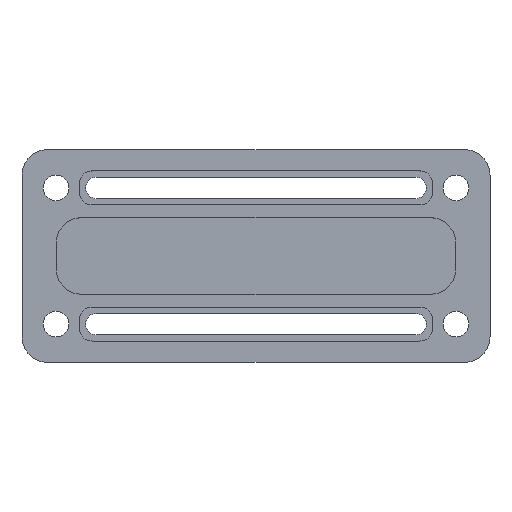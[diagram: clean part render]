
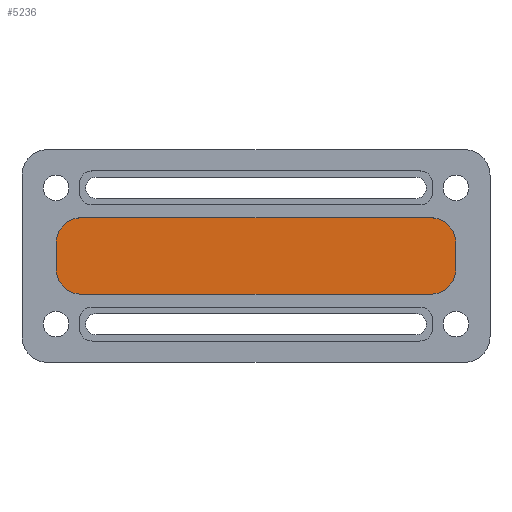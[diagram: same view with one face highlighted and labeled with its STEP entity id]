
A CAD part, top view. The second image highlights one B-rep face of the part: STEP entity #5236.
In plain terms, the highlighted planar face has unit normal (0, 0, 1).
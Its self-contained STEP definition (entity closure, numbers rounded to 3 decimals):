
#1932 = PLANE('',#1933);
#1933 = AXIS2_PLACEMENT_3D('',#1934,#1935,#1936);
#1934 = CARTESIAN_POINT('',(-47.,9.,6.));
#1935 = DIRECTION('',(0.,-1.,0.));
#1936 = DIRECTION('',(1.,0.,0.));
#1965 = CYLINDRICAL_SURFACE('',#1966,6.);
#1966 = AXIS2_PLACEMENT_3D('',#1967,#1968,#1969);
#1967 = CARTESIAN_POINT('',(-41.,3.,6.));
#1968 = DIRECTION('',(-0.,-0.,-1.));
#1969 = DIRECTION('',(0.,1.,0.));
#1993 = PLANE('',#1994);
#1994 = AXIS2_PLACEMENT_3D('',#1995,#1996,#1997);
#1995 = CARTESIAN_POINT('',(-47.,-9.,6.));
#1996 = DIRECTION('',(1.,0.,0.));
#1997 = DIRECTION('',(0.,1.,0.));
#2022 = CYLINDRICAL_SURFACE('',#2023,6.);
#2023 = AXIS2_PLACEMENT_3D('',#2024,#2025,#2026);
#2024 = CARTESIAN_POINT('',(-41.,-3.,6.));
#2025 = DIRECTION('',(-0.,-0.,-1.));
#2026 = DIRECTION('',(0.,-1.,0.));
#2050 = PLANE('',#2051);
#2051 = AXIS2_PLACEMENT_3D('',#2052,#2053,#2054);
#2052 = CARTESIAN_POINT('',(47.,-9.,6.));
#2053 = DIRECTION('',(0.,1.,0.));
#2054 = DIRECTION('',(-1.,0.,0.));
#2079 = CYLINDRICAL_SURFACE('',#2080,6.);
#2080 = AXIS2_PLACEMENT_3D('',#2081,#2082,#2083);
#2081 = CARTESIAN_POINT('',(41.,-3.,6.));
#2082 = DIRECTION('',(-0.,-0.,-1.));
#2083 = DIRECTION('',(1.,0.,0.));
#2107 = PLANE('',#2108);
#2108 = AXIS2_PLACEMENT_3D('',#2109,#2110,#2111);
#2109 = CARTESIAN_POINT('',(47.,9.,6.));
#2110 = DIRECTION('',(-1.,0.,0.));
#2111 = DIRECTION('',(0.,-1.,0.));
#2134 = CYLINDRICAL_SURFACE('',#2135,6.);
#2135 = AXIS2_PLACEMENT_3D('',#2136,#2137,#2138);
#2136 = CARTESIAN_POINT('',(41.,3.,6.));
#2137 = DIRECTION('',(-0.,-0.,-1.));
#2138 = DIRECTION('',(0.,1.,0.));
#3792 = VERTEX_POINT('',#3793);
#3793 = CARTESIAN_POINT('',(-41.,9.,1.9));
#3814 = EDGE_CURVE('',#3792,#3815,#3817,.T.);
#3815 = VERTEX_POINT('',#3816);
#3816 = CARTESIAN_POINT('',(41.,9.,1.9));
#3817 = SURFACE_CURVE('',#3818,(#3822,#3829),.PCURVE_S1.);
#3818 = LINE('',#3819,#3820);
#3819 = CARTESIAN_POINT('',(-47.,9.,1.9));
#3820 = VECTOR('',#3821,1.);
#3821 = DIRECTION('',(1.,0.,0.));
#3822 = PCURVE('',#1932,#3823);
#3823 = DEFINITIONAL_REPRESENTATION('',(#3824),#3828);
#3824 = LINE('',#3825,#3826);
#3825 = CARTESIAN_POINT('',(0.,-4.1));
#3826 = VECTOR('',#3827,1.);
#3827 = DIRECTION('',(1.,0.));
#3828 = ( GEOMETRIC_REPRESENTATION_CONTEXT(2) 
PARAMETRIC_REPRESENTATION_CONTEXT() REPRESENTATION_CONTEXT('2D SPACE',''
  ) );
#3829 = PCURVE('',#3830,#3835);
#3830 = PLANE('',#3831);
#3831 = AXIS2_PLACEMENT_3D('',#3832,#3833,#3834);
#3832 = CARTESIAN_POINT('',(0.,0.,1.9));
#3833 = DIRECTION('',(-0.,-0.,-1.));
#3834 = DIRECTION('',(-1.,0.,0.));
#3835 = DEFINITIONAL_REPRESENTATION('',(#3836),#3840);
#3836 = LINE('',#3837,#3838);
#3837 = CARTESIAN_POINT('',(47.,9.));
#3838 = VECTOR('',#3839,1.);
#3839 = DIRECTION('',(-1.,0.));
#3840 = ( GEOMETRIC_REPRESENTATION_CONTEXT(2) 
PARAMETRIC_REPRESENTATION_CONTEXT() REPRESENTATION_CONTEXT('2D SPACE',''
  ) );
#3868 = VERTEX_POINT('',#3869);
#3869 = CARTESIAN_POINT('',(-47.,3.,1.9));
#3890 = EDGE_CURVE('',#3792,#3868,#3891,.T.);
#3891 = SURFACE_CURVE('',#3892,(#3897,#3904),.PCURVE_S1.);
#3892 = CIRCLE('',#3893,6.);
#3893 = AXIS2_PLACEMENT_3D('',#3894,#3895,#3896);
#3894 = CARTESIAN_POINT('',(-41.,3.,1.9));
#3895 = DIRECTION('',(0.,-0.,1.));
#3896 = DIRECTION('',(0.,1.,0.));
#3897 = PCURVE('',#1965,#3898);
#3898 = DEFINITIONAL_REPRESENTATION('',(#3899),#3903);
#3899 = LINE('',#3900,#3901);
#3900 = CARTESIAN_POINT('',(-0.,4.1));
#3901 = VECTOR('',#3902,1.);
#3902 = DIRECTION('',(-1.,0.));
#3903 = ( GEOMETRIC_REPRESENTATION_CONTEXT(2) 
PARAMETRIC_REPRESENTATION_CONTEXT() REPRESENTATION_CONTEXT('2D SPACE',''
  ) );
#3904 = PCURVE('',#3830,#3905);
#3905 = DEFINITIONAL_REPRESENTATION('',(#3906),#3914);
#3906 = ( BOUNDED_CURVE() B_SPLINE_CURVE(2,(#3907,#3908,#3909,#3910,
#3911,#3912,#3913),.UNSPECIFIED.,.T.,.F.) B_SPLINE_CURVE_WITH_KNOTS((1,2
    ,2,2,2,1),(-2.094,0.,2.094,4.189,
6.283,8.378),.UNSPECIFIED.) CURVE() 
GEOMETRIC_REPRESENTATION_ITEM() RATIONAL_B_SPLINE_CURVE((1.,0.5,1.,0.5,
1.,0.5,1.)) REPRESENTATION_ITEM('') );
#3907 = CARTESIAN_POINT('',(41.,9.));
#3908 = CARTESIAN_POINT('',(51.392,9.));
#3909 = CARTESIAN_POINT('',(46.196,0.));
#3910 = CARTESIAN_POINT('',(41.,-9.));
#3911 = CARTESIAN_POINT('',(35.804,0.));
#3912 = CARTESIAN_POINT('',(30.608,9.));
#3913 = CARTESIAN_POINT('',(41.,9.));
#3914 = ( GEOMETRIC_REPRESENTATION_CONTEXT(2) 
PARAMETRIC_REPRESENTATION_CONTEXT() REPRESENTATION_CONTEXT('2D SPACE',''
  ) );
#3922 = VERTEX_POINT('',#3923);
#3923 = CARTESIAN_POINT('',(47.,3.,1.9));
#3944 = EDGE_CURVE('',#3815,#3922,#3945,.T.);
#3945 = SURFACE_CURVE('',#3946,(#3951,#3958),.PCURVE_S1.);
#3946 = CIRCLE('',#3947,6.);
#3947 = AXIS2_PLACEMENT_3D('',#3948,#3949,#3950);
#3948 = CARTESIAN_POINT('',(41.,3.,1.9));
#3949 = DIRECTION('',(0.,0.,-1.));
#3950 = DIRECTION('',(0.,1.,0.));
#3951 = PCURVE('',#2134,#3952);
#3952 = DEFINITIONAL_REPRESENTATION('',(#3953),#3957);
#3953 = LINE('',#3954,#3955);
#3954 = CARTESIAN_POINT('',(0.,4.1));
#3955 = VECTOR('',#3956,1.);
#3956 = DIRECTION('',(1.,0.));
#3957 = ( GEOMETRIC_REPRESENTATION_CONTEXT(2) 
PARAMETRIC_REPRESENTATION_CONTEXT() REPRESENTATION_CONTEXT('2D SPACE',''
  ) );
#3958 = PCURVE('',#3830,#3959);
#3959 = DEFINITIONAL_REPRESENTATION('',(#3960),#3964);
#3960 = CIRCLE('',#3961,6.);
#3961 = AXIS2_PLACEMENT_2D('',#3962,#3963);
#3962 = CARTESIAN_POINT('',(-41.,3.));
#3963 = DIRECTION('',(0.,1.));
#3964 = ( GEOMETRIC_REPRESENTATION_CONTEXT(2) 
PARAMETRIC_REPRESENTATION_CONTEXT() REPRESENTATION_CONTEXT('2D SPACE',''
  ) );
#3972 = VERTEX_POINT('',#3973);
#3973 = CARTESIAN_POINT('',(-47.,-3.,1.9));
#3994 = EDGE_CURVE('',#3972,#3868,#3995,.T.);
#3995 = SURFACE_CURVE('',#3996,(#4000,#4007),.PCURVE_S1.);
#3996 = LINE('',#3997,#3998);
#3997 = CARTESIAN_POINT('',(-47.,-9.,1.9));
#3998 = VECTOR('',#3999,1.);
#3999 = DIRECTION('',(0.,1.,0.));
#4000 = PCURVE('',#1993,#4001);
#4001 = DEFINITIONAL_REPRESENTATION('',(#4002),#4006);
#4002 = LINE('',#4003,#4004);
#4003 = CARTESIAN_POINT('',(0.,-4.1));
#4004 = VECTOR('',#4005,1.);
#4005 = DIRECTION('',(1.,0.));
#4006 = ( GEOMETRIC_REPRESENTATION_CONTEXT(2) 
PARAMETRIC_REPRESENTATION_CONTEXT() REPRESENTATION_CONTEXT('2D SPACE',''
  ) );
#4007 = PCURVE('',#3830,#4008);
#4008 = DEFINITIONAL_REPRESENTATION('',(#4009),#4013);
#4009 = LINE('',#4010,#4011);
#4010 = CARTESIAN_POINT('',(47.,-9.));
#4011 = VECTOR('',#4012,1.);
#4012 = DIRECTION('',(0.,1.));
#4013 = ( GEOMETRIC_REPRESENTATION_CONTEXT(2) 
PARAMETRIC_REPRESENTATION_CONTEXT() REPRESENTATION_CONTEXT('2D SPACE',''
  ) );
#4021 = EDGE_CURVE('',#3922,#4022,#4024,.T.);
#4022 = VERTEX_POINT('',#4023);
#4023 = CARTESIAN_POINT('',(47.,-3.,1.9));
#4024 = SURFACE_CURVE('',#4025,(#4029,#4036),.PCURVE_S1.);
#4025 = LINE('',#4026,#4027);
#4026 = CARTESIAN_POINT('',(47.,9.,1.9));
#4027 = VECTOR('',#4028,1.);
#4028 = DIRECTION('',(0.,-1.,0.));
#4029 = PCURVE('',#2107,#4030);
#4030 = DEFINITIONAL_REPRESENTATION('',(#4031),#4035);
#4031 = LINE('',#4032,#4033);
#4032 = CARTESIAN_POINT('',(0.,-4.1));
#4033 = VECTOR('',#4034,1.);
#4034 = DIRECTION('',(1.,0.));
#4035 = ( GEOMETRIC_REPRESENTATION_CONTEXT(2) 
PARAMETRIC_REPRESENTATION_CONTEXT() REPRESENTATION_CONTEXT('2D SPACE',''
  ) );
#4036 = PCURVE('',#3830,#4037);
#4037 = DEFINITIONAL_REPRESENTATION('',(#4038),#4042);
#4038 = LINE('',#4039,#4040);
#4039 = CARTESIAN_POINT('',(-47.,9.));
#4040 = VECTOR('',#4041,1.);
#4041 = DIRECTION('',(0.,-1.));
#4042 = ( GEOMETRIC_REPRESENTATION_CONTEXT(2) 
PARAMETRIC_REPRESENTATION_CONTEXT() REPRESENTATION_CONTEXT('2D SPACE',''
  ) );
#4070 = EDGE_CURVE('',#4071,#3972,#4073,.T.);
#4071 = VERTEX_POINT('',#4072);
#4072 = CARTESIAN_POINT('',(-41.,-9.,1.9));
#4073 = SURFACE_CURVE('',#4074,(#4079,#4086),.PCURVE_S1.);
#4074 = CIRCLE('',#4075,6.);
#4075 = AXIS2_PLACEMENT_3D('',#4076,#4077,#4078);
#4076 = CARTESIAN_POINT('',(-41.,-3.,1.9));
#4077 = DIRECTION('',(0.,0.,-1.));
#4078 = DIRECTION('',(0.,1.,0.));
#4079 = PCURVE('',#2022,#4080);
#4080 = DEFINITIONAL_REPRESENTATION('',(#4081),#4085);
#4081 = LINE('',#4082,#4083);
#4082 = CARTESIAN_POINT('',(-3.142,4.1));
#4083 = VECTOR('',#4084,1.);
#4084 = DIRECTION('',(1.,0.));
#4085 = ( GEOMETRIC_REPRESENTATION_CONTEXT(2) 
PARAMETRIC_REPRESENTATION_CONTEXT() REPRESENTATION_CONTEXT('2D SPACE',''
  ) );
#4086 = PCURVE('',#3830,#4087);
#4087 = DEFINITIONAL_REPRESENTATION('',(#4088),#4092);
#4088 = CIRCLE('',#4089,6.);
#4089 = AXIS2_PLACEMENT_2D('',#4090,#4091);
#4090 = CARTESIAN_POINT('',(41.,-3.));
#4091 = DIRECTION('',(0.,1.));
#4092 = ( GEOMETRIC_REPRESENTATION_CONTEXT(2) 
PARAMETRIC_REPRESENTATION_CONTEXT() REPRESENTATION_CONTEXT('2D SPACE',''
  ) );
#4120 = VERTEX_POINT('',#4121);
#4121 = CARTESIAN_POINT('',(41.,-9.,1.9));
#4142 = EDGE_CURVE('',#4022,#4120,#4143,.T.);
#4143 = SURFACE_CURVE('',#4144,(#4149,#4156),.PCURVE_S1.);
#4144 = CIRCLE('',#4145,6.);
#4145 = AXIS2_PLACEMENT_3D('',#4146,#4147,#4148);
#4146 = CARTESIAN_POINT('',(41.,-3.,1.9));
#4147 = DIRECTION('',(0.,0.,-1.));
#4148 = DIRECTION('',(0.,1.,0.));
#4149 = PCURVE('',#2079,#4150);
#4150 = DEFINITIONAL_REPRESENTATION('',(#4151),#4155);
#4151 = LINE('',#4152,#4153);
#4152 = CARTESIAN_POINT('',(-1.571,4.1));
#4153 = VECTOR('',#4154,1.);
#4154 = DIRECTION('',(1.,0.));
#4155 = ( GEOMETRIC_REPRESENTATION_CONTEXT(2) 
PARAMETRIC_REPRESENTATION_CONTEXT() REPRESENTATION_CONTEXT('2D SPACE',''
  ) );
#4156 = PCURVE('',#3830,#4157);
#4157 = DEFINITIONAL_REPRESENTATION('',(#4158),#4162);
#4158 = CIRCLE('',#4159,6.);
#4159 = AXIS2_PLACEMENT_2D('',#4160,#4161);
#4160 = CARTESIAN_POINT('',(-41.,-3.));
#4161 = DIRECTION('',(0.,1.));
#4162 = ( GEOMETRIC_REPRESENTATION_CONTEXT(2) 
PARAMETRIC_REPRESENTATION_CONTEXT() REPRESENTATION_CONTEXT('2D SPACE',''
  ) );
#4170 = EDGE_CURVE('',#4120,#4071,#4171,.T.);
#4171 = SURFACE_CURVE('',#4172,(#4176,#4183),.PCURVE_S1.);
#4172 = LINE('',#4173,#4174);
#4173 = CARTESIAN_POINT('',(47.,-9.,1.9));
#4174 = VECTOR('',#4175,1.);
#4175 = DIRECTION('',(-1.,0.,0.));
#4176 = PCURVE('',#2050,#4177);
#4177 = DEFINITIONAL_REPRESENTATION('',(#4178),#4182);
#4178 = LINE('',#4179,#4180);
#4179 = CARTESIAN_POINT('',(0.,-4.1));
#4180 = VECTOR('',#4181,1.);
#4181 = DIRECTION('',(1.,0.));
#4182 = ( GEOMETRIC_REPRESENTATION_CONTEXT(2) 
PARAMETRIC_REPRESENTATION_CONTEXT() REPRESENTATION_CONTEXT('2D SPACE',''
  ) );
#4183 = PCURVE('',#3830,#4184);
#4184 = DEFINITIONAL_REPRESENTATION('',(#4185),#4189);
#4185 = LINE('',#4186,#4187);
#4186 = CARTESIAN_POINT('',(-47.,-9.));
#4187 = VECTOR('',#4188,1.);
#4188 = DIRECTION('',(1.,0.));
#4189 = ( GEOMETRIC_REPRESENTATION_CONTEXT(2) 
PARAMETRIC_REPRESENTATION_CONTEXT() REPRESENTATION_CONTEXT('2D SPACE',''
  ) );
#5236 = ADVANCED_FACE('',(#5237),#3830,.F.);
#5237 = FACE_BOUND('',#5238,.F.);
#5238 = EDGE_LOOP('',(#5239,#5240,#5241,#5242,#5243,#5244,#5245,#5246));
#5239 = ORIENTED_EDGE('',*,*,#3814,.T.);
#5240 = ORIENTED_EDGE('',*,*,#3944,.T.);
#5241 = ORIENTED_EDGE('',*,*,#4021,.T.);
#5242 = ORIENTED_EDGE('',*,*,#4142,.T.);
#5243 = ORIENTED_EDGE('',*,*,#4170,.T.);
#5244 = ORIENTED_EDGE('',*,*,#4070,.T.);
#5245 = ORIENTED_EDGE('',*,*,#3994,.T.);
#5246 = ORIENTED_EDGE('',*,*,#3890,.F.);
